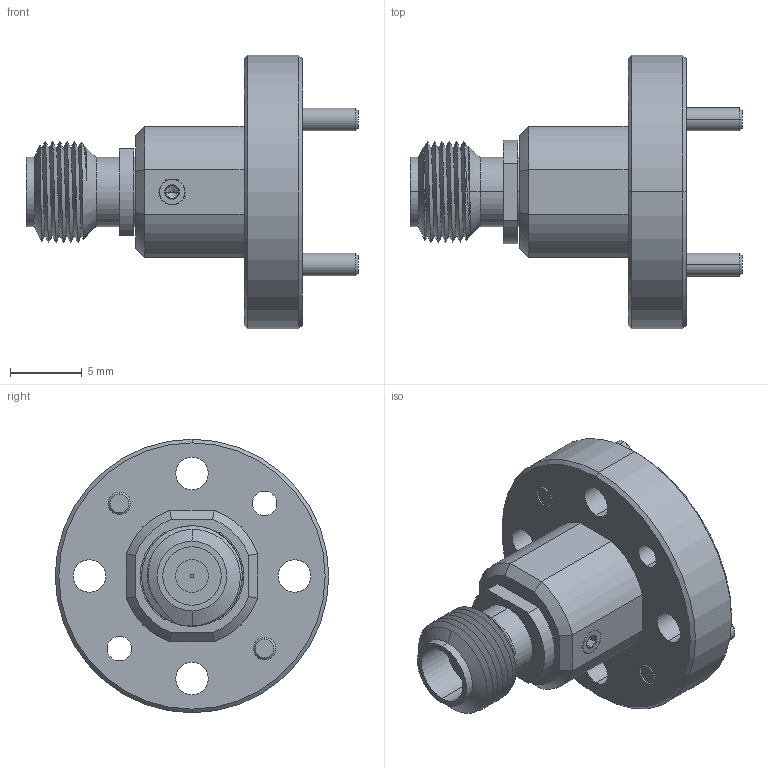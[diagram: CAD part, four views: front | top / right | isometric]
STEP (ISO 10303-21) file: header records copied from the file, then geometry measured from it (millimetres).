
FILE_DESCRIPTION (( 'STEP AP203' ), '1' );
FILE_NAME ('SWC-15VF-E1-A.STEP', '2018-10-23T00:23:52', ( '' ), ( '' ), 'SwSTEP 2.0', 'SolidWorks 2016', '' );
FILE_SCHEMA (( 'CONFIG_CONTROL_DESIGN' ));
Length unit declared in the file: inch
Products named in the file (1): SWC-15VF-E1-A
Bounding box: 23.12 x 19.05 x 19.05 mm (x, y, z)
Volume: 1600.3 mm3; surface area: 1952.5 mm2
Topology: 6 solids, 6 shells, 310 faces, 737 edges, 445 vertices
Faces by surface type: cylinder 120, cone 120, plane 65, bspline 5
Entity records: 10813 total; most frequent: CARTESIAN_POINT 3774, ORIENTED_EDGE 1458, DIRECTION 1429, EDGE_CURVE 729, AXIS2_PLACEMENT_3D 571, VERTEX_POINT 445, EDGE_LOOP 346, FACE_OUTER_BOUND 310
